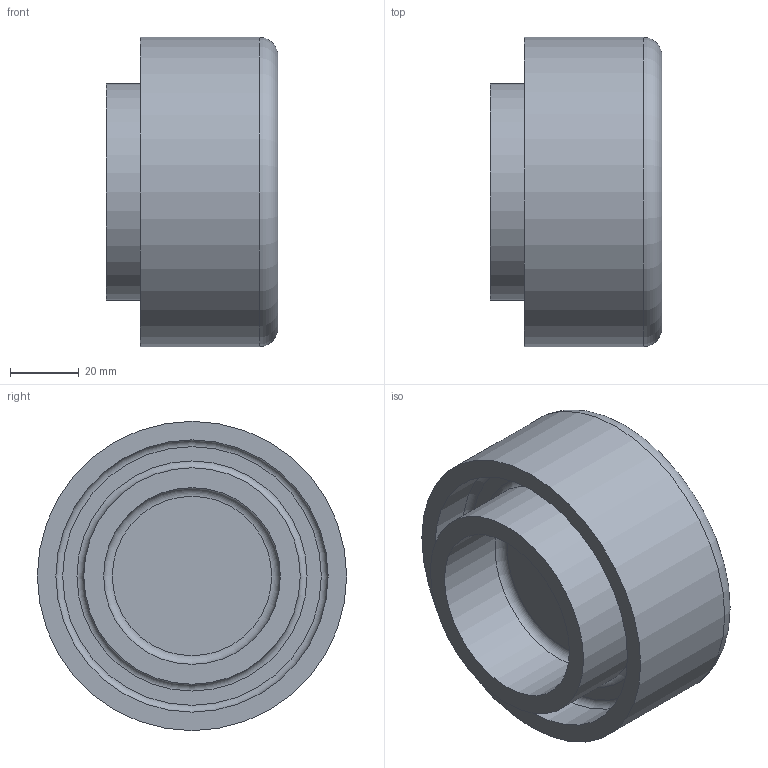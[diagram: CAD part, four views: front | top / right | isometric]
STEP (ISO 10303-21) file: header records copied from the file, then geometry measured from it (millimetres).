
FILE_DESCRIPTION( ( 'STEP AP214' ), '1' );
FILE_NAME( 'AGRU_70193906371_Poly-Flo End Cap_PE 100-RC black_90_63 SDR17_11 (architecture400).stp', '2022-01-21T07:41:42', ( 'License CC BY-ND 4.0' ), ( 'CADENAS' ), ' ', 'PARTsolutions', ' ' );
FILE_SCHEMA( ( 'AUTOMOTIVE_DESIGN { 1 0 10303 214 1 1 1 1 }' ) );
Length unit declared in the file: millimetre
Products named in the file (1): _AGRU_70193906371_Poly-Flo End Cap_PE 100-RC black_90/63  SDR17/11 (architecture400)
Bounding box: 50 x 90 x 90 mm (x, y, z)
Volume: 211967.2 mm3; surface area: 34512.7 mm2
Topology: 1 solids, 1 shells, 13 faces, 20 edges, 12 vertices
Faces by surface type: plane 5, torus 4, cylinder 4
Full cylindrical faces by diameter (mm): 51.4 x1, 63 x1, 79.2 x1, 90 x1
Entity records: 374 total; most frequent: DIRECTION 52, CARTESIAN_POINT 38, AXIS2_PLACEMENT_3D 26, EDGE_LOOP 24, ORIENTED_EDGE 24, FACE_OUTER_BOUND 21, STYLED_ITEM 13, PRESENTATION_STYLE_ASSIGNMENT 13
